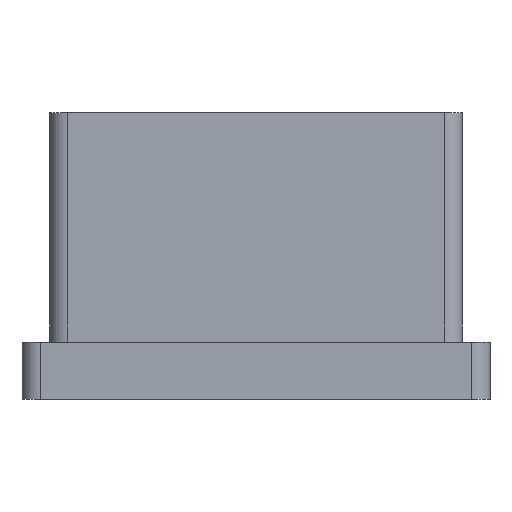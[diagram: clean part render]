
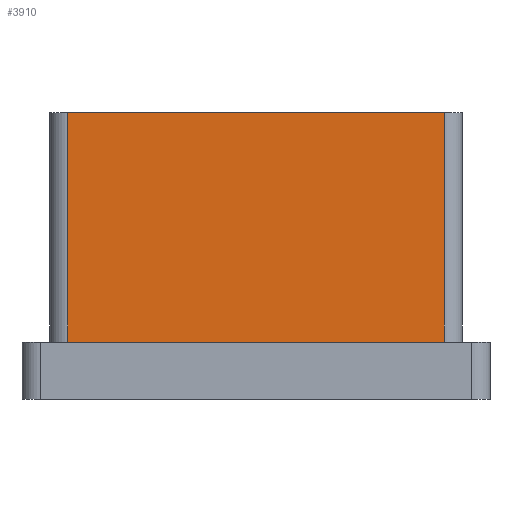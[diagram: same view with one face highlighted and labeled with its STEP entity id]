
A CAD part, left-side view. The second image highlights one B-rep face of the part: STEP entity #3910.
In plain terms, the highlighted planar face has unit normal (-1, 0, 0).
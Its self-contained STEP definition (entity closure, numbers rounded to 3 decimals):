
#344=PLANE('',#4215);
#450=FACE_OUTER_BOUND('',#696,.T.);
#696=EDGE_LOOP('',(#2822,#2823,#2824,#2825));
#988=LINE('',#5313,#1338);
#989=LINE('',#5315,#1339);
#990=LINE('',#5317,#1340);
#991=LINE('',#5318,#1341);
#1338=VECTOR('',#4566,10.414);
#1339=VECTOR('',#4567,6.35);
#1340=VECTOR('',#4568,10.414);
#1341=VECTOR('',#4569,6.35);
#1775=VERTEX_POINT('',#5311);
#1776=VERTEX_POINT('',#5312);
#1777=VERTEX_POINT('',#5314);
#1778=VERTEX_POINT('',#5316);
#2176=EDGE_CURVE('',#1775,#1776,#988,.T.);
#2177=EDGE_CURVE('',#1776,#1777,#989,.T.);
#2178=EDGE_CURVE('',#1778,#1777,#990,.T.);
#2179=EDGE_CURVE('',#1778,#1775,#991,.T.);
#2822=ORIENTED_EDGE('',*,*,#2176,.T.);
#2823=ORIENTED_EDGE('',*,*,#2177,.T.);
#2824=ORIENTED_EDGE('',*,*,#2178,.F.);
#2825=ORIENTED_EDGE('',*,*,#2179,.T.);
#3910=ADVANCED_FACE('',(#450),#344,.T.);
#4215=AXIS2_PLACEMENT_3D('',#5310,#4564,#4565);
#4564=DIRECTION('center_axis',(-1.,0.,0.));
#4565=DIRECTION('ref_axis',(0.,-1.,0.));
#4566=DIRECTION('',(0.,-1.,0.));
#4567=DIRECTION('',(0.,0.,1.));
#4568=DIRECTION('',(0.,-1.,0.));
#4569=DIRECTION('',(0.,0.,-1.));
#5310=CARTESIAN_POINT('Origin',(-5.715,5.715,-4.572));
#5311=CARTESIAN_POINT('',(-5.715,5.207,-4.572));
#5312=CARTESIAN_POINT('',(-5.715,-5.207,-4.572));
#5313=CARTESIAN_POINT('',(-5.715,5.207,-4.572));
#5314=CARTESIAN_POINT('',(-5.715,-5.207,1.778));
#5315=CARTESIAN_POINT('',(-5.715,-5.207,-4.572));
#5316=CARTESIAN_POINT('',(-5.715,5.207,1.778));
#5317=CARTESIAN_POINT('',(-5.715,5.207,1.778));
#5318=CARTESIAN_POINT('',(-5.715,5.207,1.778));
